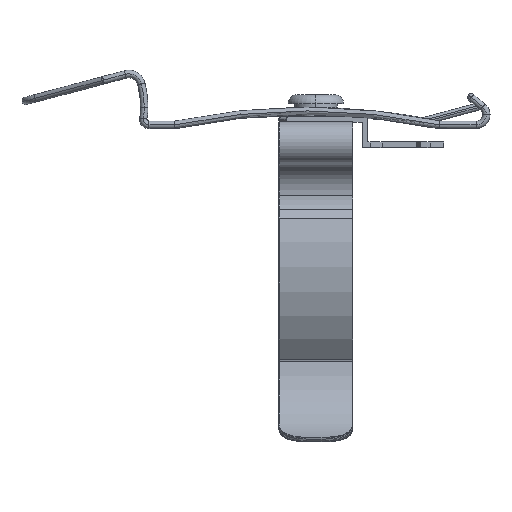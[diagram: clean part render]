
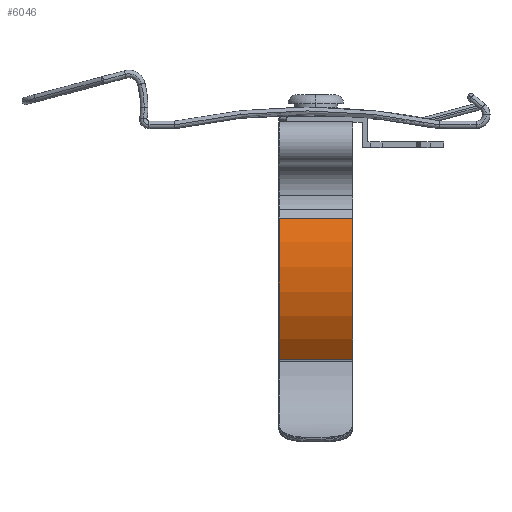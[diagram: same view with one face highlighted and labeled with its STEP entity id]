
A CAD part, top view. The second image highlights one B-rep face of the part: STEP entity #6046.
In plain terms, the highlighted cylindrical face has radius 15.5 mm (diameter 31 mm), a partial arc.
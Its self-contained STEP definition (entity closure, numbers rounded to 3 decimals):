
#340 = VERTEX_POINT ( 'NONE', #17759 ) ;
#1249 = DIRECTION ( 'NONE',  ( 1., 0., 0. ) ) ;
#1344 = VECTOR ( 'NONE', #14804, 1000. ) ;
#2972 = ORIENTED_EDGE ( 'NONE', *, *, #5500, .F. ) ;
#3100 = AXIS2_PLACEMENT_3D ( 'NONE', #14444, #9837, #5190 ) ;
#3571 = DIRECTION ( 'NONE',  ( 0., 0., -1. ) ) ;
#4121 = VECTOR ( 'NONE', #19566, 1000. ) ;
#4167 = CYLINDRICAL_SURFACE ( 'NONE', #14933, 15.5 ) ;
#4263 = DIRECTION ( 'NONE',  ( 0., 0., 1. ) ) ;
#5102 = CARTESIAN_POINT ( 'NONE',  ( 9.576, 0.719, -7.95 ) ) ;
#5190 = DIRECTION ( 'NONE',  ( 1., 0., 0. ) ) ;
#5500 = EDGE_CURVE ( 'NONE', #19105, #340, #18176, .T. ) ;
#6046 = ADVANCED_FACE ( 'NONE', ( #17944 ), #4167, .T. ) ;
#6490 = ORIENTED_EDGE ( 'NONE', *, *, #11594, .F. ) ;
#8280 = VERTEX_POINT ( 'NONE', #14581 ) ;
#8454 = EDGE_CURVE ( 'NONE', #19105, #8280, #15283, .T. ) ;
#8870 = CARTESIAN_POINT ( 'NONE',  ( -2.084, 10.932, -8. ) ) ;
#9837 = DIRECTION ( 'NONE',  ( 0., 0., 1. ) ) ;
#9870 = ORIENTED_EDGE ( 'NONE', *, *, #8454, .T. ) ;
#9876 = CIRCLE ( 'NONE', #11793, 15.5 ) ;
#10292 = ORIENTED_EDGE ( 'NONE', *, *, #15439, .T. ) ;
#10532 = VERTEX_POINT ( 'NONE', #18236 ) ;
#10592 = LINE ( 'NONE', #16483, #1344 ) ;
#11594 = EDGE_CURVE ( 'NONE', #10532, #8280, #9876, .T. ) ;
#11654 = EDGE_LOOP ( 'NONE', ( #10292, #2972, #9870, #6490 ) ) ;
#11793 = AXIS2_PLACEMENT_3D ( 'NONE', #5102, #3571, #13040 ) ;
#12724 = CARTESIAN_POINT ( 'NONE',  ( -2.084, 10.932, -0.05 ) ) ;
#13040 = DIRECTION ( 'NONE',  ( 1., 0., 0. ) ) ;
#14444 = CARTESIAN_POINT ( 'NONE',  ( 9.576, 0.719, -0.05 ) ) ;
#14581 = CARTESIAN_POINT ( 'NONE',  ( -2.084, 10.932, -7.95 ) ) ;
#14804 = DIRECTION ( 'NONE',  ( 0., 0., 1. ) ) ;
#14933 = AXIS2_PLACEMENT_3D ( 'NONE', #18036, #4263, #1249 ) ;
#15283 = LINE ( 'NONE', #8870, #4121 ) ;
#15439 = EDGE_CURVE ( 'NONE', #10532, #340, #10592, .T. ) ;
#16483 = CARTESIAN_POINT ( 'NONE',  ( -5.091, -4.297, -8. ) ) ;
#17759 = CARTESIAN_POINT ( 'NONE',  ( -5.091, -4.297, -0.05 ) ) ;
#17944 = FACE_OUTER_BOUND ( 'NONE', #11654, .T. ) ;
#18036 = CARTESIAN_POINT ( 'NONE',  ( 9.576, 0.719, -8. ) ) ;
#18176 = CIRCLE ( 'NONE', #3100, 15.5 ) ;
#18236 = CARTESIAN_POINT ( 'NONE',  ( -5.091, -4.297, -7.95 ) ) ;
#19105 = VERTEX_POINT ( 'NONE', #12724 ) ;
#19566 = DIRECTION ( 'NONE',  ( 0., 0., -1. ) ) ;
